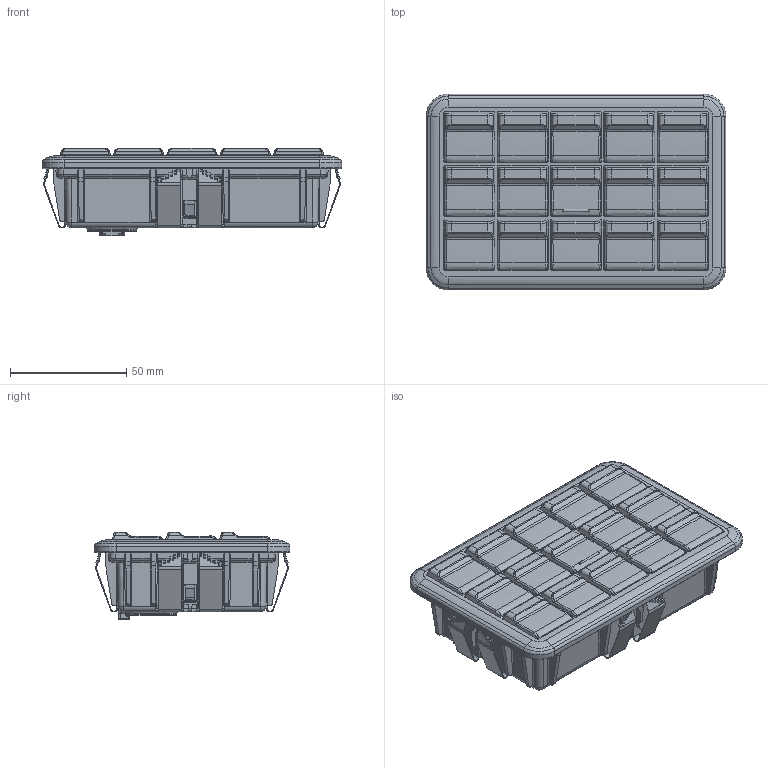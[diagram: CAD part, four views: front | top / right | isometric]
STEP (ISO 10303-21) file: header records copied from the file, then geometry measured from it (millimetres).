
FILE_DESCRIPTION((''),'2;1');
FILE_NAME('3KX15-G2-3R_REV2_SW','2017-11-10T',('vlisnic'),(''),'PRO/ENGINEER BY PARAMETRIC TECHNOLOGY CORPORATION, 2016100','PRO/ENGINEER BY PARAMETRIC TECHNOLOGY CORPORATION, 2016100','');
FILE_SCHEMA(('CONFIG_CONTROL_DESIGN'));
Products named in the file (1): 3KX15-G2-3R_REV2_SW
Bounding box: 129.15 x 84.34 x 37.59 mm (x, y, z)
Volume: 243106.3 mm3; surface area: 57553.9 mm2
Topology: 1 solids, 1 shells, 3113 faces, 8093 edges, 5024 vertices
Faces by surface type: plane 1533, cylinder 849, bspline 363, extrusion 132, sphere 108, torus 82, cone 38, revolution 8
Entity records: 127390 total; most frequent: CARTESIAN_POINT 54109, ORIENTED_EDGE 16162, DIRECTION 13908, EDGE_CURVE 8081, VECTOR 5228, LINE 5096, VERTEX_POINT 5024, AXIS2_PLACEMENT_3D 4336
